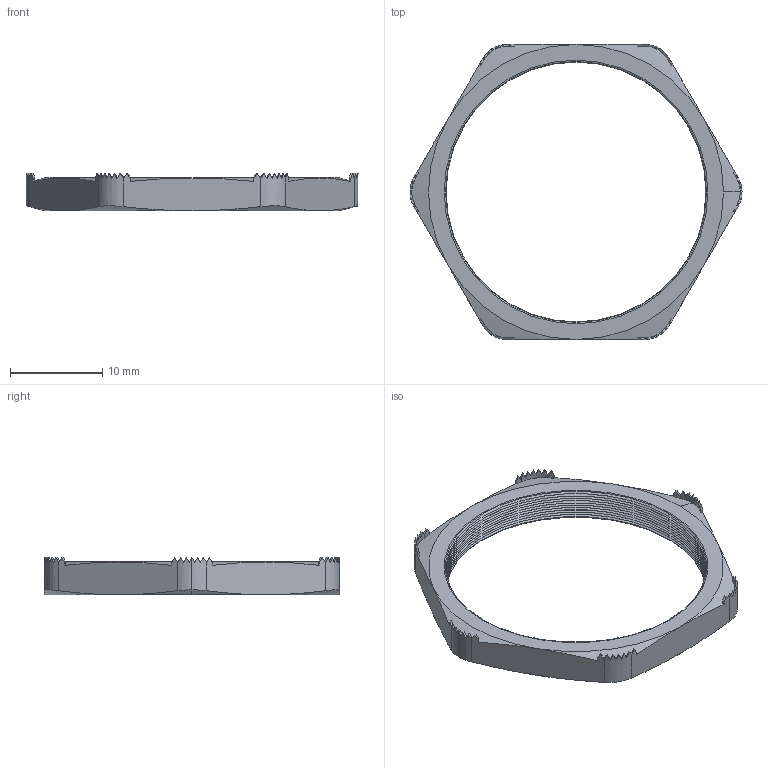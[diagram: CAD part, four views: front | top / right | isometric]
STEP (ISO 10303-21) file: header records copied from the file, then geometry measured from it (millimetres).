
FILE_DESCRIPTION (( 'STEP AP203' ), '1' );
FILE_NAME ('NP-21-BE.STEP', '2008-04-01T12:20:36', ( 'Baystate-05' ), ( 'BayState InfoTech' ), 'SwSTEP 2.0', 'SolidWorks 2007', '' );
FILE_SCHEMA (( 'CONFIG_CONTROL_DESIGN' ));
Length unit declared in the file: inch
Products named in the file (1): NP-21-BE
Bounding box: 36.01 x 32 x 4.07 mm (x, y, z)
Volume: 857.6 mm3; surface area: 1504.7 mm2
Topology: 1 solids, 1 shells, 218 faces, 554 edges, 338 vertices
Faces by surface type: plane 116, cone 62, cylinder 36, torus 4
Entity records: 6673 total; most frequent: CARTESIAN_POINT 1785, ORIENTED_EDGE 1108, DIRECTION 904, EDGE_CURVE 554, VERTEX_POINT 338, AXIS2_PLACEMENT_3D 313, VECTOR 278, LINE 278
